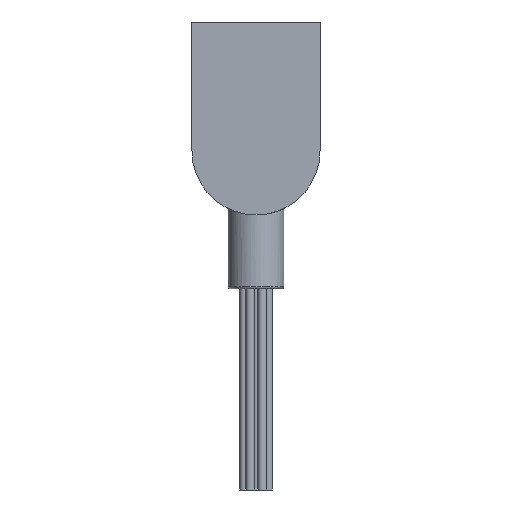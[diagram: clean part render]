
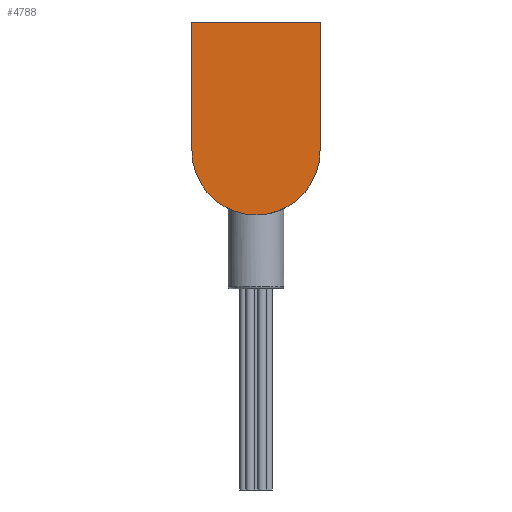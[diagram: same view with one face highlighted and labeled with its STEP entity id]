
A CAD part, front view. The second image highlights one B-rep face of the part: STEP entity #4788.
In plain terms, the highlighted planar face has unit normal (0, -1, 0).
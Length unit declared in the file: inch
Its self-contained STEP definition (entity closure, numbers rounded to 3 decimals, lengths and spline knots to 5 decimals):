
#664=LINE('',#12693,#1041);
#665=LINE('',#12697,#1042);
#666=LINE('',#12698,#1043);
#1041=VECTOR('',#5859,39.37008);
#1042=VECTOR('',#5862,39.37008);
#1043=VECTOR('',#5863,39.37008);
#1331=FACE_OUTER_BOUND('',#1603,.T.);
#1603=EDGE_LOOP('',(#3917,#3918,#3919,#3920));
#1729=CIRCLE('',#5025,0.5);
#2224=VERTEX_POINT('',#12691);
#2225=VERTEX_POINT('',#12692);
#2226=VERTEX_POINT('',#12694);
#2227=VERTEX_POINT('',#12696);
#2878=EDGE_CURVE('',#2224,#2225,#664,.T.);
#2879=EDGE_CURVE('',#2224,#2226,#1729,.T.);
#2880=EDGE_CURVE('',#2227,#2226,#665,.T.);
#2881=EDGE_CURVE('',#2225,#2227,#666,.T.);
#3917=ORIENTED_EDGE('',*,*,#2878,.F.);
#3918=ORIENTED_EDGE('',*,*,#2879,.T.);
#3919=ORIENTED_EDGE('',*,*,#2880,.F.);
#3920=ORIENTED_EDGE('',*,*,#2881,.F.);
#4576=PLANE('',#5024);
#4788=ADVANCED_FACE('',(#1331),#4576,.T.);
#5024=AXIS2_PLACEMENT_3D('',#12690,#5857,#5858);
#5025=AXIS2_PLACEMENT_3D('',#12695,#5860,#5861);
#5857=DIRECTION('center_axis',(0.,-1.,0.));
#5858=DIRECTION('ref_axis',(1.,0.,0.));
#5859=DIRECTION('',(0.,0.,1.));
#5860=DIRECTION('center_axis',(0.,-1.,0.));
#5861=DIRECTION('ref_axis',(1.,0.,0.));
#5862=DIRECTION('',(0.,0.,-1.));
#5863=DIRECTION('',(1.,0.,0.));
#12690=CARTESIAN_POINT('Origin',(0.,-0.281,-1.1578));
#12691=CARTESIAN_POINT('',(-0.5,-0.281,0.));
#12692=CARTESIAN_POINT('',(-0.5,-0.281,1.));
#12693=CARTESIAN_POINT('',(-0.5,-0.281,-1.1578));
#12694=CARTESIAN_POINT('',(0.5,-0.281,0.));
#12695=CARTESIAN_POINT('Origin',(0.,-0.281,0.));
#12696=CARTESIAN_POINT('',(0.5,-0.281,1.));
#12697=CARTESIAN_POINT('',(0.5,-0.281,-1.1578));
#12698=CARTESIAN_POINT('',(0.,-0.281,1.));
